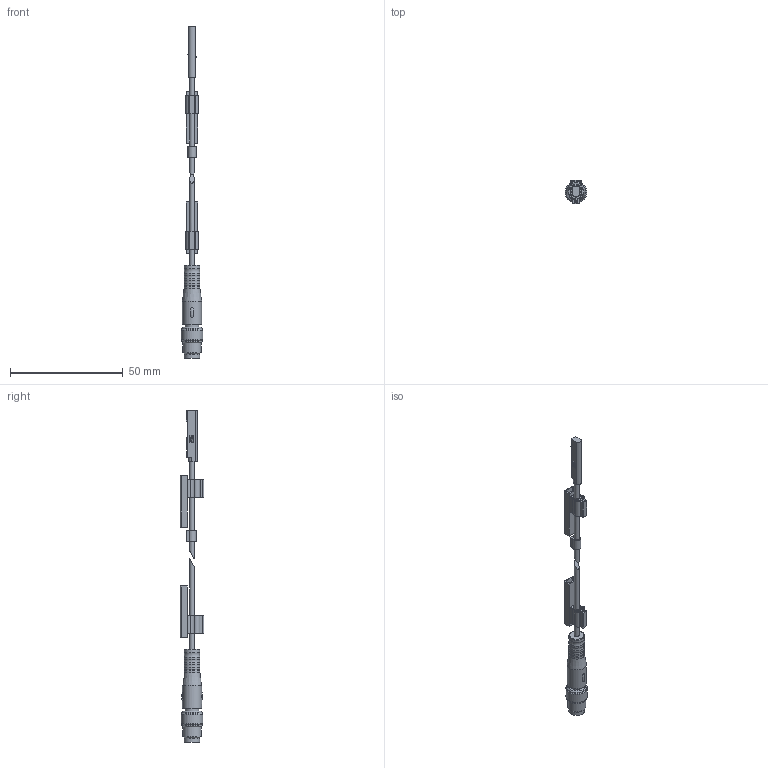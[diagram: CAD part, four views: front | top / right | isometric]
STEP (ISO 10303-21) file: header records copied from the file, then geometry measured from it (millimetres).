
FILE_DESCRIPTION( ( 'STEP AP214' ), ' ' );
FILE_NAME( '551375_SMT-10M-PS-24V-E-03-L-M8D.stp', '2018-03-02T09:34:18', ( '' ), ( '' ), ' ', 'PARTsolutions', ' ' );
FILE_SCHEMA( ( 'AUTOMOTIVE_DESIGN { 1 0 10303 214 1 1 1 1 }' ) );
Length unit declared in the file: millimetre
Products named in the file (5): 551375 SMT-10M-PS-24V-E-0,3-L-M8D; _551375 SMT-10M-PS-24V-E-0.3-L-M8D; HI_1247168 ASCF-M-23-S DM 2.1-3.4; _534255 SMBK-10; _SMT-10M-M8D
Assembly tree (5 placements, depth 2):
  551375 SMT-10M-PS-24V-E-0,3-L-M8D
    _551375 SMT-10M-PS-24V-E-0.3-L-M8D
    HI_1247168 ASCF-M-23-S DM 2.1-3.4  x2
    _534255 SMBK-10
    _SMT-10M-M8D
Bounding box: 9.6 x 10.3 x 147.05 mm (x, y, z)
Volume: 3115.2 mm3; surface area: 4619.7 mm2
Topology: 5 solids, 5 shells, 290 faces, 739 edges, 485 vertices
Faces by surface type: plane 170, cylinder 102, cone 11, torus 7
Full cylindrical faces by diameter (mm): 1 x3, 1.43 x1, 1.8 x1, 2.15 x2, 5.8 x1, 5.9 x1, 6.9 x1, 7 x5, 8 x1, 8.5 x1, 9 x2, 9.6 x1
Entity records: 8172 total; most frequent: CARTESIAN_POINT 1215, DIRECTION 1104, ORIENTED_EDGE 994, EDGE_CURVE 497, AXIS2_PLACEMENT_3D 393, VERTEX_POINT 346, LINE 318, VECTOR 318
